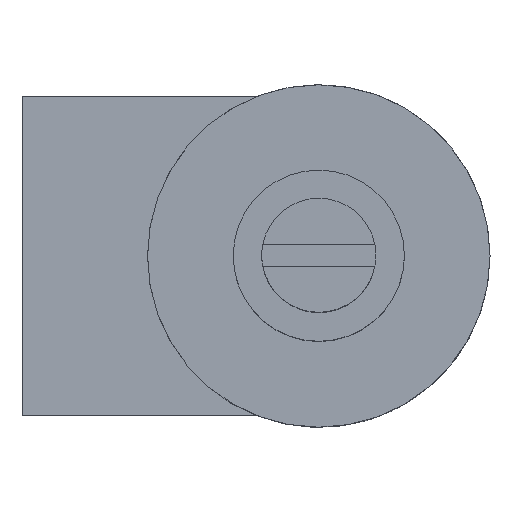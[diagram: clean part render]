
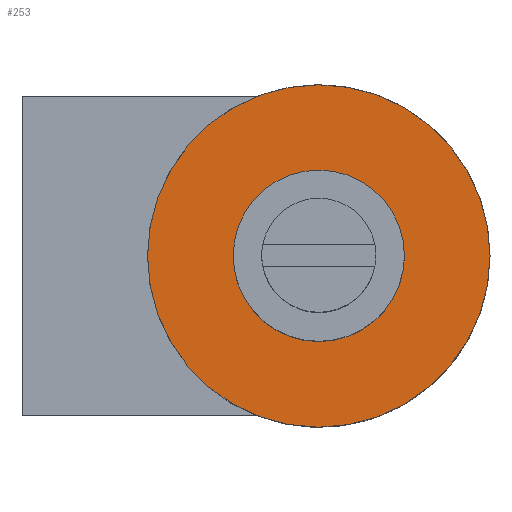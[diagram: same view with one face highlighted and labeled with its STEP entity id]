
A CAD part, top view. The second image highlights one B-rep face of the part: STEP entity #253.
In plain terms, the highlighted planar face has unit normal (0, 0, 1).
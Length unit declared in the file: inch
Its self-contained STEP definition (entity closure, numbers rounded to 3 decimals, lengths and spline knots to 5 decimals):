
#16=FACE_BOUND('',#63,.T.);
#28=CIRCLE('',#293,0.1875);
#29=CIRCLE('',#296,0.375);
#46=FACE_OUTER_BOUND('',#62,.T.);
#62=EDGE_LOOP('',(#225));
#63=EDGE_LOOP('',(#226));
#125=VERTEX_POINT('',#436);
#126=VERTEX_POINT('',#441);
#156=EDGE_CURVE('',#125,#125,#28,.T.);
#157=EDGE_CURVE('',#126,#126,#29,.T.);
#225=ORIENTED_EDGE('',*,*,#157,.T.);
#226=ORIENTED_EDGE('',*,*,#156,.T.);
#238=PLANE('',#300);
#253=ADVANCED_FACE('',(#46,#16),#238,.T.);
#293=AXIS2_PLACEMENT_3D('',#438,#361,#362);
#296=AXIS2_PLACEMENT_3D('',#442,#367,#368);
#300=AXIS2_PLACEMENT_3D('',#448,#376,#377);
#361=DIRECTION('center_axis',(0.,0.,-1.));
#362=DIRECTION('ref_axis',(-1.,0.,0.));
#367=DIRECTION('center_axis',(0.,0.,1.));
#368=DIRECTION('ref_axis',(-1.,0.,0.));
#376=DIRECTION('center_axis',(0.,0.,1.));
#377=DIRECTION('ref_axis',(1.,0.,0.));
#436=CARTESIAN_POINT('',(0.1875,0.,0.25));
#438=CARTESIAN_POINT('Origin',(0.,0.,0.25));
#441=CARTESIAN_POINT('',(0.375,0.,0.25));
#442=CARTESIAN_POINT('Origin',(0.,0.,0.25));
#448=CARTESIAN_POINT('Origin',(0.,0.,0.25));
